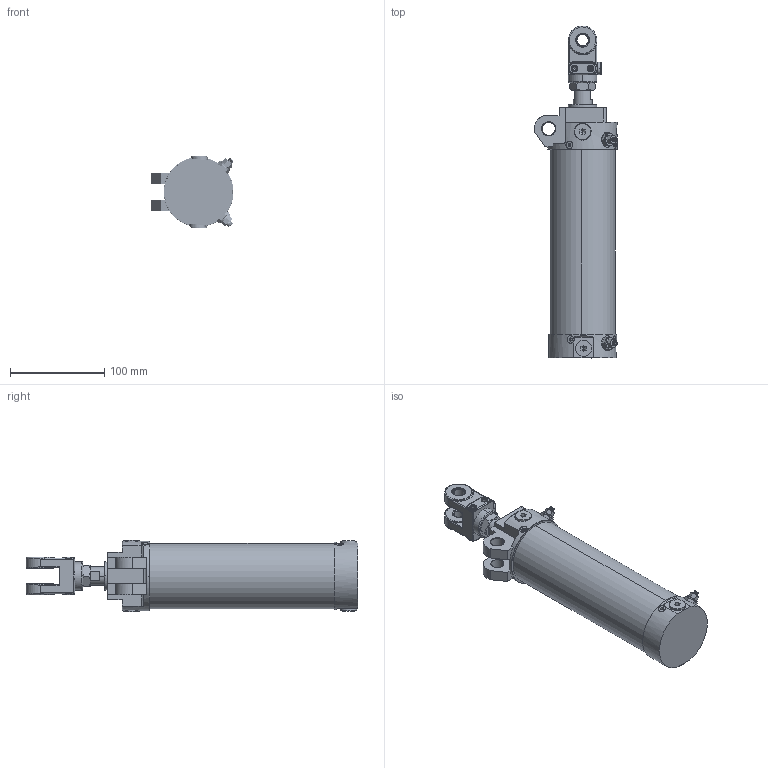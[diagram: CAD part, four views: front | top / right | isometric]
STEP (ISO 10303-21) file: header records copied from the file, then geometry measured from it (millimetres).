
FILE_DESCRIPTION (( 'STEP AP203' ), '1' );
FILE_NAME ('ctk63x150nasm0001_asm.STEP', '2013-07-09T02:49:01', ( '微软用户' ), ( '微软中国' ), 'SwSTEP 2.0', 'SolidWorks 2011', '' );
FILE_SCHEMA (( 'CONFIG_CONTROL_DESIGN' ));
Length unit declared in the file: millimetre
Products named in the file (13): ctk63x150nasm0001_asm; PT1-4; aks63x150benti; 150xinhuosaigan; AKS63HOUGAI; AKS50YJIETOU_1; M16_1; CTK63QIANGAI; AKS63XINHUOSAI; CTKTSFASM0001_ASM_1; M6LUOMU_1; CTKTUOSUGANPRT0001_1; AKSTIAOSUFALUOGAN_1
Assembly tree (20 placements, depth 3):
  ctk63x150nasm0001_asm
    PT1-4  x4
    AKS63XINHUOSAI
    CTKTSFASM0001_ASM_1  x4
      M6LUOMU_1
      CTKTUOSUGANPRT0001_1
      AKSTIAOSUFALUOGAN_1
    AKS63HOUGAI
    AKS50YJIETOU_1
    CTK63QIANGAI
    150xinhuosaigan
    M16_1
    aks63x150benti
Bounding box: 87.99 x 352 x 76 mm (x, y, z)
Volume: 530688.8 mm3; surface area: 215559.8 mm2
Topology: 13 solids, 63 shells, 2001 faces, 5630 edges, 3774 vertices
Faces by surface type: cylinder 858, plane 437, cone 357, bspline 349
Entity records: 332096 total; most frequent: CARTESIAN_POINT 300668, ORIENTED_EDGE 7424, DIRECTION 4436, EDGE_CURVE 3738, VERTEX_POINT 2504, B_SPLINE_CURVE_WITH_KNOTS 1930, AXIS2_PLACEMENT_3D 1720, EDGE_LOOP 1440
